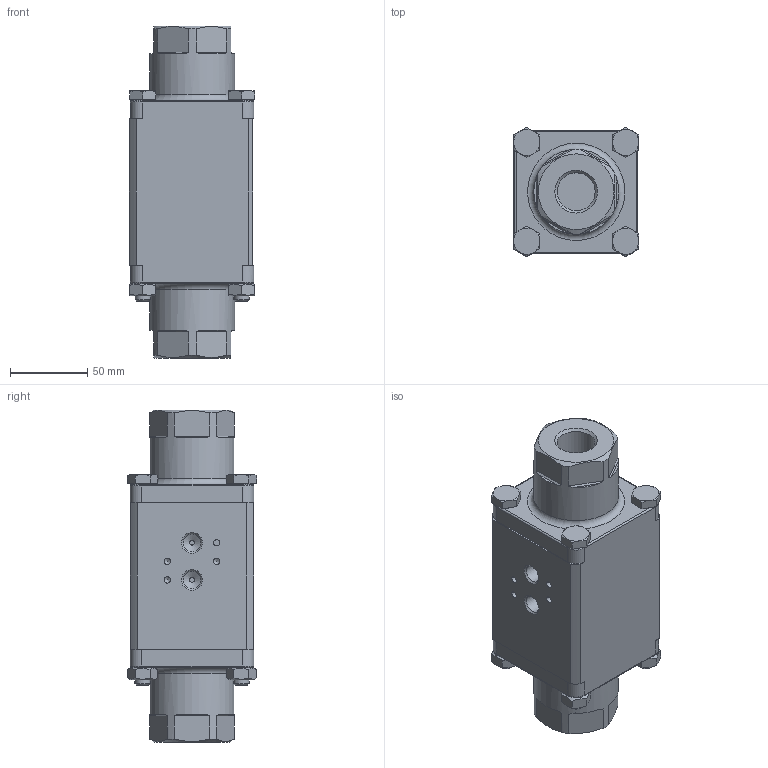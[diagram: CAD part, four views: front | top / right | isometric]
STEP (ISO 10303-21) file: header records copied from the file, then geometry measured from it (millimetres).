
FILE_DESCRIPTION(/* description */ ('Teil 1'),/* implementation_level */ '2;1');
FILE_NAME(/* name */ 'Typ 280 NO DN20 M0 G34.stp',/* time_stamp */ '2023-11-22T17:17:23+01:00',/* author */ ('SCanivar'),/* organization */ (''),/* preprocessor_version */ 'ST-DEVELOPER v18.1',/* originating_system */ 'Autodesk Inventor 2021',/* authorisation */ '');
FILE_SCHEMA (('AUTOMOTIVE_DESIGN { 1 0 10303 214 3 1 1 }'));
Length unit declared in the file: millimetre
Products named in the file (1): STEP-Modelle
Bounding box: 81.3 x 83.63 x 215 mm (x, y, z)
Volume: 965039.3 mm3; surface area: 75338.4 mm2
Topology: 1 solids, 1 shells, 238 faces, 584 edges, 364 vertices
Faces by surface type: plane 132, cone 52, cylinder 44, torus 10
Full cylindrical faces by diameter (mm): 2.5 x2, 4.134 x6, 10 x4, 11.445 x2, 15.6 x4, 24.5 x2, 55 x2
Entity records: 7198 total; most frequent: CARTESIAN_POINT 1469, DIRECTION 1160, ORIENTED_EDGE 1156, EDGE_CURVE 578, AXIS2_PLACEMENT_3D 457, VERTEX_POINT 364, EDGE_LOOP 260, LINE 246
